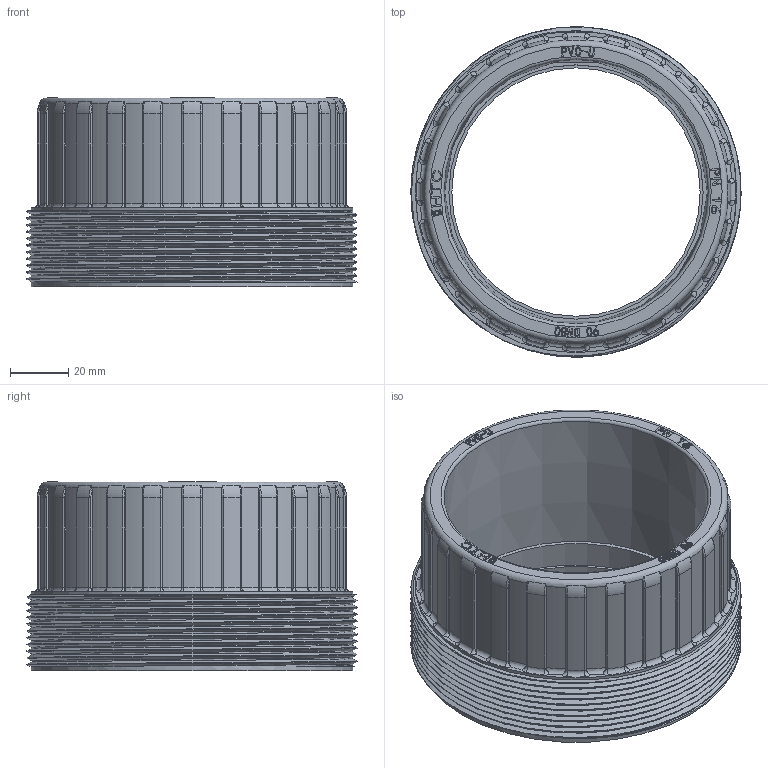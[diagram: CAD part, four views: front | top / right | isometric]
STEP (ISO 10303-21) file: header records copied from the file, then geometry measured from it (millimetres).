
FILE_DESCRIPTION(/* description */ (''),/* implementation_level */ '2;1');
FILE_NAME(/* name */ 'AF0600.SKM.090.step',/* time_stamp */ '2026-01-07T08:32:56+01:00',/* author */ (''),/* organization */ (''),/* preprocessor_version */ 'ST-DEVELOPER v20.1',/* originating_system */ 'Autodesk Translation Framework v14.21.0.0',/* authorisation */ '');
FILE_SCHEMA (('AUTOMOTIVE_DESIGN { 1 0 10303 214 3 1 1 }'));
Length unit declared in the file: millimetre
Products named in the file (1): 2026-01-07-06-16-18-690
Bounding box: 113.03 x 113.03 x 64.9 mm (x, y, z)
Volume: 175693.6 mm3; surface area: 57588.3 mm2
Topology: 1 solids, 1 shells, 1395 faces, 3878 edges, 2521 vertices
Faces by surface type: plane 1038, cylinder 177, torus 122, bspline 57, cone 1
Full cylindrical faces by diameter (mm): 1.248 x1, 1.872 x1, 85 x1, 87 x1, 93.6 x1, 105 x1, 110.072 x11, 113.03 x10
Entity records: 58257 total; most frequent: CARTESIAN_POINT 22840, ORIENTED_EDGE 7756, DIRECTION 6789, EDGE_CURVE 3878, LINE 3083, VECTOR 3083, VERTEX_POINT 2521, AXIS2_PLACEMENT_3D 1853
